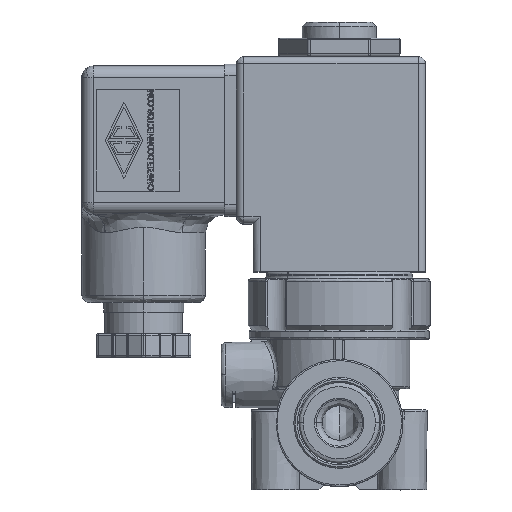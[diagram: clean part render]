
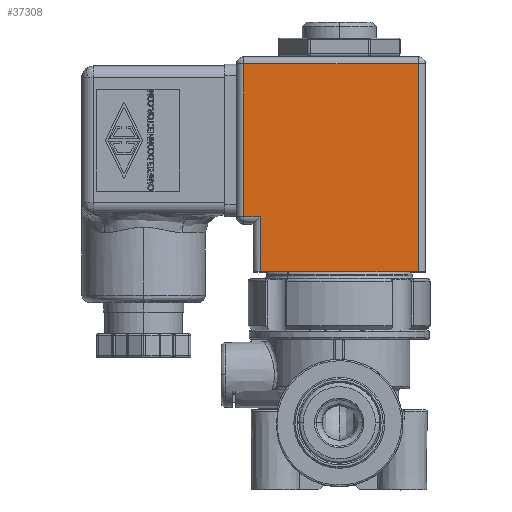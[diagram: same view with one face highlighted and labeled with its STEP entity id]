
A CAD part, top view. The second image highlights one B-rep face of the part: STEP entity #37308.
In plain terms, the highlighted planar face has unit normal (0, 0, 1).
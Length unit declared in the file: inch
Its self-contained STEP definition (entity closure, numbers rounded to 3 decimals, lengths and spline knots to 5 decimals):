
#3517 = DIRECTION ( 'NONE',  ( 0., -1., 0. ) ) ;
#3868 = VERTEX_POINT ( 'NONE', #8430 ) ;
#6191 = VECTOR ( 'NONE', #46895, 39.37008 ) ;
#6282 = EDGE_CURVE ( 'NONE', #17228, #34873, #78575, .T. ) ;
#7009 = CARTESIAN_POINT ( 'NONE',  ( -0.657, 1.4185, 0.62 ) ) ;
#8430 = CARTESIAN_POINT ( 'NONE',  ( -0.543, 1.4185, 0.62 ) ) ;
#10307 = VECTOR ( 'NONE', #37155, 39.37008 ) ;
#11542 = EDGE_CURVE ( 'NONE', #70550, #34873, #99246, .T. ) ;
#11552 = LINE ( 'NONE', #48327, #57373 ) ;
#15936 = DIRECTION ( 'NONE',  ( 0., 0., 1. ) ) ;
#17228 = VERTEX_POINT ( 'NONE', #50180 ) ;
#20425 = LINE ( 'NONE', #89317, #67865 ) ;
#25076 = EDGE_LOOP ( 'NONE', ( #40762, #34219, #26878, #35816, #36577, #107117 ) ) ;
#26878 = ORIENTED_EDGE ( 'NONE', *, *, #54282, .T. ) ;
#28287 = VECTOR ( 'NONE', #58082, 39.37008 ) ;
#32221 = FACE_OUTER_BOUND ( 'NONE', #25076, .T. ) ;
#34219 = ORIENTED_EDGE ( 'NONE', *, *, #105701, .T. ) ;
#34873 = VERTEX_POINT ( 'NONE', #38560 ) ;
#35816 = ORIENTED_EDGE ( 'NONE', *, *, #6282, .T. ) ;
#36577 = ORIENTED_EDGE ( 'NONE', *, *, #11542, .F. ) ;
#37155 = DIRECTION ( 'NONE',  ( 0., 1., 0. ) ) ;
#37308 = ADVANCED_FACE ( 'NONE', ( #32221 ), #86779, .T. ) ;
#37447 = CARTESIAN_POINT ( 'NONE',  ( -0.657, 2.5185, 0.62 ) ) ;
#37529 = CARTESIAN_POINT ( 'NONE',  ( 0.543, 2.5185, 0.62 ) ) ;
#37964 = CARTESIAN_POINT ( 'NONE',  ( 0.593, 1.0385, 0.62 ) ) ;
#38560 = CARTESIAN_POINT ( 'NONE',  ( 0.543, 2.4685, 0.62 ) ) ;
#40762 = ORIENTED_EDGE ( 'NONE', *, *, #94973, .T. ) ;
#45779 = AXIS2_PLACEMENT_3D ( 'NONE', #69285, #15936, #78243 ) ;
#46895 = DIRECTION ( 'NONE',  ( 1., 0., 0. ) ) ;
#48327 = CARTESIAN_POINT ( 'NONE',  ( -0.543, 2.5185, 0.62 ) ) ;
#50180 = CARTESIAN_POINT ( 'NONE',  ( 0.543, 1.0385, 0.62 ) ) ;
#53593 = LINE ( 'NONE', #37964, #6191 ) ;
#54282 = EDGE_CURVE ( 'NONE', #113820, #17228, #53593, .T. ) ;
#55337 = DIRECTION ( 'NONE',  ( 0., -1., 0. ) ) ;
#57373 = VECTOR ( 'NONE', #3517, 39.37008 ) ;
#58082 = DIRECTION ( 'NONE',  ( 1., 0., 0. ) ) ;
#65239 = CARTESIAN_POINT ( 'NONE',  ( -0.657, 2.4685, 0.62 ) ) ;
#67865 = VECTOR ( 'NONE', #71039, 39.37008 ) ;
#69285 = CARTESIAN_POINT ( 'NONE',  ( 0.593, 2.5185, 0.62 ) ) ;
#70550 = VERTEX_POINT ( 'NONE', #65239 ) ;
#71039 = DIRECTION ( 'NONE',  ( 1., 0., 0. ) ) ;
#78243 = DIRECTION ( 'NONE',  ( 0., -1., 0. ) ) ;
#78575 = LINE ( 'NONE', #37529, #10307 ) ;
#86779 = PLANE ( 'NONE',  #45779 ) ;
#87186 = VECTOR ( 'NONE', #55337, 39.37008 ) ;
#89317 = CARTESIAN_POINT ( 'NONE',  ( 0.593, 1.4185, 0.62 ) ) ;
#94973 = EDGE_CURVE ( 'NONE', #105856, #3868, #20425, .T. ) ;
#99246 = LINE ( 'NONE', #102379, #28287 ) ;
#101779 = EDGE_CURVE ( 'NONE', #70550, #105856, #110763, .T. ) ;
#102379 = CARTESIAN_POINT ( 'NONE',  ( 0.593, 2.4685, 0.62 ) ) ;
#105701 = EDGE_CURVE ( 'NONE', #3868, #113820, #11552, .T. ) ;
#105856 = VERTEX_POINT ( 'NONE', #7009 ) ;
#106796 = CARTESIAN_POINT ( 'NONE',  ( -0.543, 1.0385, 0.62 ) ) ;
#107117 = ORIENTED_EDGE ( 'NONE', *, *, #101779, .T. ) ;
#110763 = LINE ( 'NONE', #37447, #87186 ) ;
#113820 = VERTEX_POINT ( 'NONE', #106796 ) ;
